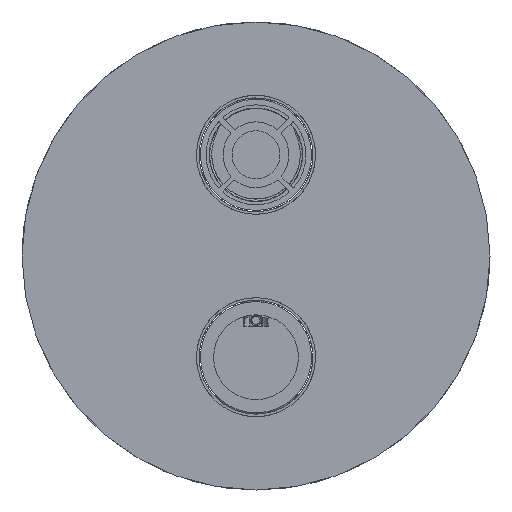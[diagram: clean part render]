
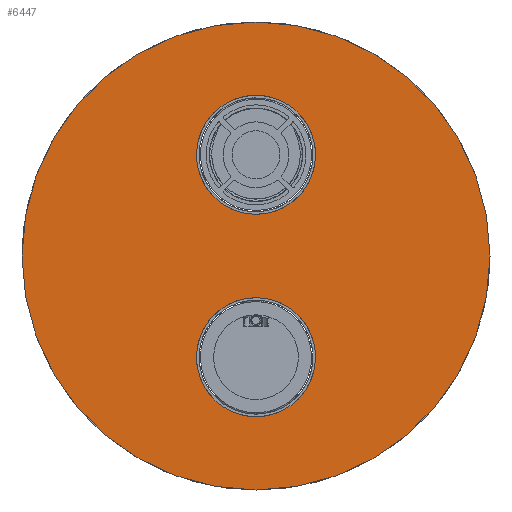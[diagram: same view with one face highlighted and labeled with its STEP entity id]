
A CAD part, front view. The second image highlights one B-rep face of the part: STEP entity #6447.
In plain terms, the highlighted planar face has unit normal (0, 1, 0).
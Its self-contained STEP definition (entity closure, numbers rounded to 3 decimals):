
#6304=CARTESIAN_POINT('Axis2P3D Location',(0.,75.,40.)) ;
#6309=CARTESIAN_POINT('Axis2P3D Location',(0.,75.,40.)) ;
#6313=CARTESIAN_POINT('Vertex',(-92.5,75.,40.)) ;
#6315=CARTESIAN_POINT('Vertex',(92.5,75.,40.)) ;
#6318=CARTESIAN_POINT('Axis2P3D Location',(0.,75.,40.)) ;
#6328=CARTESIAN_POINT('Control Point',(11.298,75.,-20.606)) ;
#6329=CARTESIAN_POINT('Control Point',(13.172,75.,-19.578)) ;
#6330=CARTESIAN_POINT('Control Point',(14.929,75.,-18.338)) ;
#6331=CARTESIAN_POINT('Control Point',(16.538,75.,-16.902)) ;
#6332=CARTESIAN_POINT('Control Point',(19.399,75.,-13.689)) ;
#6333=CARTESIAN_POINT('Control Point',(21.467,75.,-9.916)) ;
#6334=CARTESIAN_POINT('Control Point',(22.281,75.,-7.919)) ;
#6335=CARTESIAN_POINT('Control Point',(23.441,75.,-3.776)) ;
#6336=CARTESIAN_POINT('Control Point',(23.641,75.,0.521)) ;
#6337=CARTESIAN_POINT('Control Point',(23.495,75.,2.672)) ;
#6338=CARTESIAN_POINT('Control Point',(22.717,75.,6.903)) ;
#6339=CARTESIAN_POINT('Control Point',(21.009,75.,10.852)) ;
#6340=CARTESIAN_POINT('Control Point',(19.933,75.,12.721)) ;
#6341=CARTESIAN_POINT('Control Point',(17.376,75.,16.18)) ;
#6342=CARTESIAN_POINT('Control Point',(14.108,75.,18.978)) ;
#6343=CARTESIAN_POINT('Control Point',(12.321,75.,20.183)) ;
#6344=CARTESIAN_POINT('Control Point',(8.504,75.,22.168)) ;
#6345=CARTESIAN_POINT('Control Point',(4.338,75.,23.245)) ;
#6346=CARTESIAN_POINT('Control Point',(2.203,75.,23.544)) ;
#6347=CARTESIAN_POINT('Control Point',(-1.901,75.,23.646)) ;
#6348=CARTESIAN_POINT('Control Point',(-5.926,75.,22.866)) ;
#6349=CARTESIAN_POINT('Control Point',(-7.797,75.,22.297)) ;
#6350=CARTESIAN_POINT('Control Point',(-9.595,75.,21.539)) ;
#6351=CARTESIAN_POINT('Control Point',(-11.298,75.,20.606)) ;
#6352=CARTESIAN_POINT('Vertex',(11.298,75.,-20.606)) ;
#6354=CARTESIAN_POINT('Vertex',(-11.298,75.,20.606)) ;
#6358=CARTESIAN_POINT('Control Point',(-11.298,75.,20.606)) ;
#6359=CARTESIAN_POINT('Control Point',(-13.172,75.,19.578)) ;
#6360=CARTESIAN_POINT('Control Point',(-14.929,75.,18.338)) ;
#6361=CARTESIAN_POINT('Control Point',(-16.538,75.,16.902)) ;
#6362=CARTESIAN_POINT('Control Point',(-19.399,75.,13.689)) ;
#6363=CARTESIAN_POINT('Control Point',(-21.467,75.,9.916)) ;
#6364=CARTESIAN_POINT('Control Point',(-22.281,75.,7.919)) ;
#6365=CARTESIAN_POINT('Control Point',(-23.441,75.,3.776)) ;
#6366=CARTESIAN_POINT('Control Point',(-23.641,75.,-0.521)) ;
#6367=CARTESIAN_POINT('Control Point',(-23.495,75.,-2.672)) ;
#6368=CARTESIAN_POINT('Control Point',(-22.717,75.,-6.903)) ;
#6369=CARTESIAN_POINT('Control Point',(-21.009,75.,-10.852)) ;
#6370=CARTESIAN_POINT('Control Point',(-19.933,75.,-12.721)) ;
#6371=CARTESIAN_POINT('Control Point',(-17.376,75.,-16.18)) ;
#6372=CARTESIAN_POINT('Control Point',(-14.108,75.,-18.978)) ;
#6373=CARTESIAN_POINT('Control Point',(-12.321,75.,-20.183)) ;
#6374=CARTESIAN_POINT('Control Point',(-8.504,75.,-22.168)) ;
#6375=CARTESIAN_POINT('Control Point',(-4.338,75.,-23.245)) ;
#6376=CARTESIAN_POINT('Control Point',(-2.203,75.,-23.544)) ;
#6377=CARTESIAN_POINT('Control Point',(1.901,75.,-23.646)) ;
#6378=CARTESIAN_POINT('Control Point',(5.926,75.,-22.866)) ;
#6379=CARTESIAN_POINT('Control Point',(7.797,75.,-22.297)) ;
#6380=CARTESIAN_POINT('Control Point',(9.595,75.,-21.539)) ;
#6381=CARTESIAN_POINT('Control Point',(11.298,75.,-20.606)) ;
#6388=CARTESIAN_POINT('Control Point',(-11.298,75.,100.606)) ;
#6389=CARTESIAN_POINT('Control Point',(-13.172,75.,99.578)) ;
#6390=CARTESIAN_POINT('Control Point',(-14.929,75.,98.338)) ;
#6391=CARTESIAN_POINT('Control Point',(-16.538,75.,96.902)) ;
#6392=CARTESIAN_POINT('Control Point',(-19.399,75.,93.689)) ;
#6393=CARTESIAN_POINT('Control Point',(-21.467,75.,89.916)) ;
#6394=CARTESIAN_POINT('Control Point',(-22.281,75.,87.919)) ;
#6395=CARTESIAN_POINT('Control Point',(-23.441,75.,83.776)) ;
#6396=CARTESIAN_POINT('Control Point',(-23.641,75.,79.479)) ;
#6397=CARTESIAN_POINT('Control Point',(-23.495,75.,77.328)) ;
#6398=CARTESIAN_POINT('Control Point',(-22.717,75.,73.097)) ;
#6399=CARTESIAN_POINT('Control Point',(-21.009,75.,69.148)) ;
#6400=CARTESIAN_POINT('Control Point',(-19.933,75.,67.279)) ;
#6401=CARTESIAN_POINT('Control Point',(-17.376,75.,63.82)) ;
#6402=CARTESIAN_POINT('Control Point',(-14.108,75.,61.022)) ;
#6403=CARTESIAN_POINT('Control Point',(-12.321,75.,59.817)) ;
#6404=CARTESIAN_POINT('Control Point',(-8.504,75.,57.832)) ;
#6405=CARTESIAN_POINT('Control Point',(-4.338,75.,56.755)) ;
#6406=CARTESIAN_POINT('Control Point',(-2.203,75.,56.456)) ;
#6407=CARTESIAN_POINT('Control Point',(1.901,75.,56.354)) ;
#6408=CARTESIAN_POINT('Control Point',(5.926,75.,57.134)) ;
#6409=CARTESIAN_POINT('Control Point',(7.797,75.,57.703)) ;
#6410=CARTESIAN_POINT('Control Point',(9.595,75.,58.461)) ;
#6411=CARTESIAN_POINT('Control Point',(11.298,75.,59.394)) ;
#6412=CARTESIAN_POINT('Vertex',(-11.298,75.,100.606)) ;
#6414=CARTESIAN_POINT('Vertex',(11.298,75.,59.394)) ;
#6418=CARTESIAN_POINT('Control Point',(11.298,75.,59.394)) ;
#6419=CARTESIAN_POINT('Control Point',(13.172,75.,60.422)) ;
#6420=CARTESIAN_POINT('Control Point',(14.929,75.,61.662)) ;
#6421=CARTESIAN_POINT('Control Point',(16.538,75.,63.098)) ;
#6422=CARTESIAN_POINT('Control Point',(19.399,75.,66.311)) ;
#6423=CARTESIAN_POINT('Control Point',(21.467,75.,70.084)) ;
#6424=CARTESIAN_POINT('Control Point',(22.281,75.,72.081)) ;
#6425=CARTESIAN_POINT('Control Point',(23.441,75.,76.224)) ;
#6426=CARTESIAN_POINT('Control Point',(23.641,75.,80.521)) ;
#6427=CARTESIAN_POINT('Control Point',(23.495,75.,82.672)) ;
#6428=CARTESIAN_POINT('Control Point',(22.717,75.,86.903)) ;
#6429=CARTESIAN_POINT('Control Point',(21.009,75.,90.852)) ;
#6430=CARTESIAN_POINT('Control Point',(19.933,75.,92.721)) ;
#6431=CARTESIAN_POINT('Control Point',(17.376,75.,96.18)) ;
#6432=CARTESIAN_POINT('Control Point',(14.108,75.,98.978)) ;
#6433=CARTESIAN_POINT('Control Point',(12.321,75.,100.183)) ;
#6434=CARTESIAN_POINT('Control Point',(8.504,75.,102.168)) ;
#6435=CARTESIAN_POINT('Control Point',(4.338,75.,103.245)) ;
#6436=CARTESIAN_POINT('Control Point',(2.203,75.,103.544)) ;
#6437=CARTESIAN_POINT('Control Point',(-1.901,75.,103.646)) ;
#6438=CARTESIAN_POINT('Control Point',(-5.926,75.,102.866)) ;
#6439=CARTESIAN_POINT('Control Point',(-7.797,75.,102.297)) ;
#6440=CARTESIAN_POINT('Control Point',(-9.595,75.,101.539)) ;
#6441=CARTESIAN_POINT('Control Point',(-11.298,75.,100.606)) ;
#6305=DIRECTION('Axis2P3D Direction',(0.,1.,0.)) ;
#6306=DIRECTION('Axis2P3D XDirection',(1.,-0.,0.)) ;
#6310=DIRECTION('Axis2P3D Direction',(0.,1.,0.)) ;
#6319=DIRECTION('Axis2P3D Direction',(0.,1.,0.)) ;
#6307=AXIS2_PLACEMENT_3D('Plane Axis2P3D',#6304,#6305,#6306) ;
#6311=AXIS2_PLACEMENT_3D('Circle Axis2P3D',#6309,#6310,$) ;
#6320=AXIS2_PLACEMENT_3D('Circle Axis2P3D',#6318,#6319,$) ;
#6312=CIRCLE('generated circle',#6311,92.5) ;
#6321=CIRCLE('generated circle',#6320,92.5) ;
#6308=PLANE('',#6307) ;
#6386=FACE_BOUND('',#6383,.T.) ;
#6446=FACE_BOUND('',#6443,.T.) ;
#6317=EDGE_CURVE('',#6314,#6316,#6312,.T.) ;
#6322=EDGE_CURVE('',#6316,#6314,#6321,.T.) ;
#6356=EDGE_CURVE('',#6353,#6355,#6327,.T.) ;
#6382=EDGE_CURVE('',#6355,#6353,#6357,.T.) ;
#6416=EDGE_CURVE('',#6413,#6415,#6387,.T.) ;
#6442=EDGE_CURVE('',#6415,#6413,#6417,.T.) ;
#6324=ORIENTED_EDGE('',*,*,#6317,.T.) ;
#6325=ORIENTED_EDGE('',*,*,#6322,.T.) ;
#6384=ORIENTED_EDGE('',*,*,#6356,.T.) ;
#6385=ORIENTED_EDGE('',*,*,#6382,.T.) ;
#6444=ORIENTED_EDGE('',*,*,#6416,.T.) ;
#6445=ORIENTED_EDGE('',*,*,#6442,.T.) ;
#6323=EDGE_LOOP('',(#6324,#6325)) ;
#6383=EDGE_LOOP('',(#6384,#6385)) ;
#6443=EDGE_LOOP('',(#6444,#6445)) ;
#6314=VERTEX_POINT('',#6313) ;
#6316=VERTEX_POINT('',#6315) ;
#6353=VERTEX_POINT('',#6352) ;
#6355=VERTEX_POINT('',#6354) ;
#6413=VERTEX_POINT('',#6412) ;
#6415=VERTEX_POINT('',#6414) ;
#6447=ADVANCED_FACE('PartBody',(#6326,#6386,#6446),#6308,.T.) ;
#6327=B_SPLINE_CURVE_WITH_KNOTS('',5,(#6328,#6329,#6330,#6331,#6332,#6333,#6334,#6335,#6336,#6337,#6338,#6339,#6340,#6341,#6342,#6343,#6344,#6345,#6346,#6347,#6348,#6349,#6350,#6351),.UNSPECIFIED.,.F.,.U.,(6,3,3,3,3,3,3,6),(0.,15.153,30.307,45.459,60.612,75.763,90.917,104.679),.UNSPECIFIED.) ;
#6357=B_SPLINE_CURVE_WITH_KNOTS('',5,(#6358,#6359,#6360,#6361,#6362,#6363,#6364,#6365,#6366,#6367,#6368,#6369,#6370,#6371,#6372,#6373,#6374,#6375,#6376,#6377,#6378,#6379,#6380,#6381),.UNSPECIFIED.,.F.,.U.,(6,3,3,3,3,3,3,6),(0.,15.153,30.307,45.459,60.612,75.763,90.917,104.679),.UNSPECIFIED.) ;
#6387=B_SPLINE_CURVE_WITH_KNOTS('',5,(#6388,#6389,#6390,#6391,#6392,#6393,#6394,#6395,#6396,#6397,#6398,#6399,#6400,#6401,#6402,#6403,#6404,#6405,#6406,#6407,#6408,#6409,#6410,#6411),.UNSPECIFIED.,.F.,.U.,(6,3,3,3,3,3,3,6),(0.,15.153,30.307,45.459,60.612,75.763,90.917,104.679),.UNSPECIFIED.) ;
#6417=B_SPLINE_CURVE_WITH_KNOTS('',5,(#6418,#6419,#6420,#6421,#6422,#6423,#6424,#6425,#6426,#6427,#6428,#6429,#6430,#6431,#6432,#6433,#6434,#6435,#6436,#6437,#6438,#6439,#6440,#6441),.UNSPECIFIED.,.F.,.U.,(6,3,3,3,3,3,3,6),(0.,15.153,30.307,45.459,60.612,75.763,90.917,104.679),.UNSPECIFIED.) ;
#6326=FACE_OUTER_BOUND('',#6323,.T.) ;
